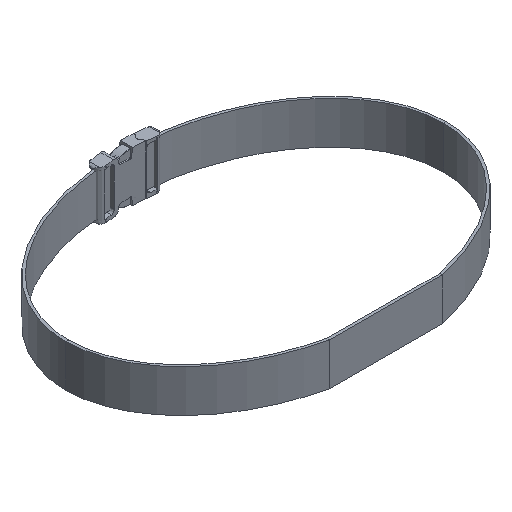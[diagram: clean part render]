
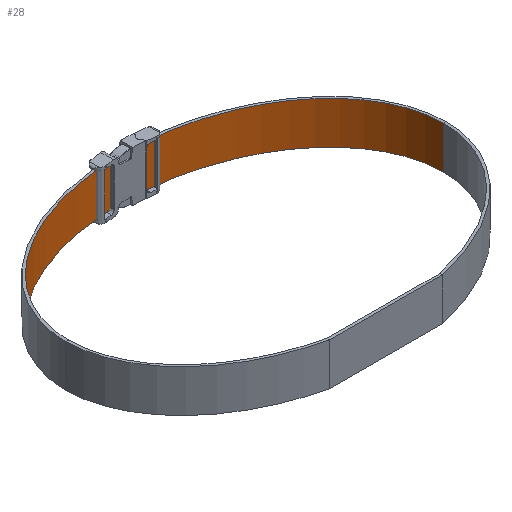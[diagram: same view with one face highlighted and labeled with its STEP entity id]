
A CAD part, isometric view. The second image highlights one B-rep face of the part: STEP entity #28.
In plain terms, the highlighted free-form (B-spline) face has degree [1, 3] with [2, 13] control points.
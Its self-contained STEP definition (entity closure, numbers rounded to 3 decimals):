
#28=ADVANCED_FACE('',(#352),#5551,.T.);
#352=FACE_OUTER_BOUND('',#676,.T.);
#676=EDGE_LOOP('',(#1024,#1025,#1026,#1027));
#1024=ORIENTED_EDGE('',*,*,#2894,.F.);
#1025=ORIENTED_EDGE('',*,*,#2895,.T.);
#1026=ORIENTED_EDGE('',*,*,#2896,.T.);
#1027=ORIENTED_EDGE('',*,*,#2897,.F.);
#2894=EDGE_CURVE('',#4766,#4768,#3825,.T.);
#2895=EDGE_CURVE('',#4766,#4767,#4059,.T.);
#2896=EDGE_CURVE('',#4767,#4769,#3826,.T.);
#2897=EDGE_CURVE('',#4768,#4769,#4060,.T.);
#3825=(
BOUNDED_CURVE()
B_SPLINE_CURVE(3,(#6547,#6548,#6549,#6550,#6551,#6552,#6553,#6554,#6555,
#6556,#6557,#6558,#6559,#6560,#6561,#6562,#6563,#6564,#6565,#6566,#6567,
#6568,#6569,#6570,#6571),.UNSPECIFIED.,.F.,.F.)
B_SPLINE_CURVE_WITH_KNOTS((4,3,3,3,3,3,3,3,4),(-6.283,-5.89,
-5.498,-5.105,-4.712,-4.32,
-3.927,-3.534,-3.142),.UNSPECIFIED.)
CURVE()
GEOMETRIC_REPRESENTATION_ITEM()
RATIONAL_B_SPLINE_CURVE((1.,0.951,0.915,0.89,
0.866,0.854,0.854,0.854,
0.866,0.89,0.915,0.951,
1.,0.951,0.915,0.89,0.866,
0.854,0.854,0.854,0.866,
0.89,0.915,0.951,1.))
REPRESENTATION_ITEM('')
);
#3826=(
BOUNDED_CURVE()
B_SPLINE_CURVE(3,(#6576,#6577,#6578,#6579,#6580,#6581,#6582,#6583,#6584,
#6585,#6586,#6587,#6588,#6589,#6590,#6591,#6592,#6593,#6594,#6595,#6596,
#6597,#6598,#6599,#6600),.UNSPECIFIED.,.F.,.F.)
B_SPLINE_CURVE_WITH_KNOTS((4,3,3,3,3,3,3,3,4),(-6.283,-5.89,
-5.498,-5.105,-4.712,-4.32,
-3.927,-3.534,-3.142),.UNSPECIFIED.)
CURVE()
GEOMETRIC_REPRESENTATION_ITEM()
RATIONAL_B_SPLINE_CURVE((1.,0.951,0.915,0.89,
0.866,0.854,0.854,0.854,
0.866,0.89,0.915,0.951,
1.,0.951,0.915,0.89,0.866,
0.854,0.854,0.854,0.866,
0.89,0.915,0.951,1.))
REPRESENTATION_ITEM('')
);
#4059=B_SPLINE_CURVE_WITH_KNOTS('',3,(#6572,#6573,#6574,#6575),
 .UNSPECIFIED.,.F.,.F.,(4,4),(0.,50.),.UNSPECIFIED.);
#4060=B_SPLINE_CURVE_WITH_KNOTS('',3,(#6601,#6602,#6603,#6604),
 .UNSPECIFIED.,.F.,.F.,(4,4),(0.,50.),.UNSPECIFIED.);
#4766=VERTEX_POINT('',#6473);
#4767=VERTEX_POINT('',#6474);
#4768=VERTEX_POINT('',#6475);
#4769=VERTEX_POINT('',#6476);
#5551=(
BOUNDED_SURFACE()
B_SPLINE_SURFACE(1,3,((#6250,#6251,#6252,#6253,#6254,#6255,#6256,#6257,
#6258,#6259,#6260,#6261,#6262),(#6263,#6264,#6265,#6266,#6267,#6268,#6269,
#6270,#6271,#6272,#6273,#6274,#6275)),.UNSPECIFIED.,.F.,.F.,.F.)
B_SPLINE_SURFACE_WITH_KNOTS((2,2),(4,1,1,1,3,1,1,1,4),(0.,50.),(0.,
96.546,193.092,289.639,386.185,482.731,
579.277,675.824,772.37),.UNSPECIFIED.)
GEOMETRIC_REPRESENTATION_ITEM()
RATIONAL_B_SPLINE_SURFACE(((1.,0.951,0.878,0.841,
0.878,0.951,1.,0.951,0.878,
0.841,0.878,0.951,1.),(1.,0.951,
0.878,0.841,0.878,0.951,
1.,0.951,0.878,0.841,0.878,
0.951,1.)))
REPRESENTATION_ITEM('')
SURFACE()
);
#6250=CARTESIAN_POINT('',(222.349,277.509,-16.055));
#6251=CARTESIAN_POINT('',(222.345,297.008,-16.055));
#6252=CARTESIAN_POINT('',(211.994,337.815,-16.055));
#6253=CARTESIAN_POINT('',(162.421,392.539,-16.055));
#6254=CARTESIAN_POINT('',(85.944,428.479,-16.055));
#6255=CARTESIAN_POINT('',(28.294,436.076,-16.055));
#6256=CARTESIAN_POINT('',(0.732,436.076,-16.055));
#6257=CARTESIAN_POINT('',(-26.831,436.076,-16.055));
#6258=CARTESIAN_POINT('',(-84.481,428.479,-16.055));
#6259=CARTESIAN_POINT('',(-160.957,392.539,-16.055));
#6260=CARTESIAN_POINT('',(-210.531,337.815,-16.055));
#6261=CARTESIAN_POINT('',(-220.882,297.008,-16.055));
#6262=CARTESIAN_POINT('',(-220.886,277.509,-16.055));
#6263=CARTESIAN_POINT('',(222.349,277.509,33.945));
#6264=CARTESIAN_POINT('',(222.345,297.008,33.945));
#6265=CARTESIAN_POINT('',(211.994,337.815,33.945));
#6266=CARTESIAN_POINT('',(162.421,392.539,33.945));
#6267=CARTESIAN_POINT('',(85.944,428.479,33.945));
#6268=CARTESIAN_POINT('',(28.294,436.076,33.945));
#6269=CARTESIAN_POINT('',(0.732,436.076,33.945));
#6270=CARTESIAN_POINT('',(-26.831,436.076,33.945));
#6271=CARTESIAN_POINT('',(-84.481,428.479,33.945));
#6272=CARTESIAN_POINT('',(-160.957,392.539,33.945));
#6273=CARTESIAN_POINT('',(-210.531,337.815,33.945));
#6274=CARTESIAN_POINT('',(-220.882,297.008,33.945));
#6275=CARTESIAN_POINT('',(-220.886,277.509,33.945));
#6473=CARTESIAN_POINT('',(222.349,277.509,-16.055));
#6474=CARTESIAN_POINT('',(222.349,277.509,33.945));
#6475=CARTESIAN_POINT('',(-220.886,277.509,-16.055));
#6476=CARTESIAN_POINT('',(-220.886,277.509,33.945));
#6547=CARTESIAN_POINT('',(222.349,277.509,-16.055));
#6548=CARTESIAN_POINT('',(222.345,297.008,-16.055));
#6549=CARTESIAN_POINT('',(217.377,316.595,-16.055));
#6550=CARTESIAN_POINT('',(206.95,335.534,-16.055));
#6551=CARTESIAN_POINT('',(195.936,355.542,-16.055));
#6552=CARTESIAN_POINT('',(179.418,373.776,-16.055));
#6553=CARTESIAN_POINT('',(157.808,389.319,-16.055));
#6554=CARTESIAN_POINT('',(136.199,404.861,-16.055));
#6555=CARTESIAN_POINT('',(110.717,416.837,-16.055));
#6556=CARTESIAN_POINT('',(82.591,424.847,-16.055));
#6557=CARTESIAN_POINT('',(55.965,432.43,-16.055));
#6558=CARTESIAN_POINT('',(28.294,436.076,-16.055));
#6559=CARTESIAN_POINT('',(0.732,436.076,-16.055));
#6560=CARTESIAN_POINT('',(-26.831,436.076,-16.055));
#6561=CARTESIAN_POINT('',(-54.502,432.43,-16.055));
#6562=CARTESIAN_POINT('',(-81.127,424.847,-16.055));
#6563=CARTESIAN_POINT('',(-109.254,416.837,-16.055));
#6564=CARTESIAN_POINT('',(-134.736,404.861,-16.055));
#6565=CARTESIAN_POINT('',(-156.345,389.319,-16.055));
#6566=CARTESIAN_POINT('',(-177.955,373.776,-16.055));
#6567=CARTESIAN_POINT('',(-194.473,355.542,-16.055));
#6568=CARTESIAN_POINT('',(-205.487,335.534,-16.055));
#6569=CARTESIAN_POINT('',(-215.914,316.595,-16.055));
#6570=CARTESIAN_POINT('',(-220.882,297.008,-16.055));
#6571=CARTESIAN_POINT('',(-220.886,277.509,-16.055));
#6572=CARTESIAN_POINT('',(222.349,277.509,-16.055));
#6573=CARTESIAN_POINT('',(222.349,277.509,0.612));
#6574=CARTESIAN_POINT('',(222.349,277.509,17.279));
#6575=CARTESIAN_POINT('',(222.349,277.509,33.945));
#6576=CARTESIAN_POINT('',(222.349,277.509,33.945));
#6577=CARTESIAN_POINT('',(222.345,297.008,33.945));
#6578=CARTESIAN_POINT('',(217.377,316.595,33.945));
#6579=CARTESIAN_POINT('',(206.95,335.534,33.945));
#6580=CARTESIAN_POINT('',(195.936,355.542,33.945));
#6581=CARTESIAN_POINT('',(179.418,373.776,33.945));
#6582=CARTESIAN_POINT('',(157.808,389.319,33.945));
#6583=CARTESIAN_POINT('',(136.199,404.861,33.945));
#6584=CARTESIAN_POINT('',(110.717,416.837,33.945));
#6585=CARTESIAN_POINT('',(82.591,424.847,33.945));
#6586=CARTESIAN_POINT('',(55.965,432.43,33.945));
#6587=CARTESIAN_POINT('',(28.294,436.076,33.945));
#6588=CARTESIAN_POINT('',(0.732,436.076,33.945));
#6589=CARTESIAN_POINT('',(-26.831,436.076,33.945));
#6590=CARTESIAN_POINT('',(-54.502,432.43,33.945));
#6591=CARTESIAN_POINT('',(-81.127,424.847,33.945));
#6592=CARTESIAN_POINT('',(-109.254,416.837,33.945));
#6593=CARTESIAN_POINT('',(-134.736,404.861,33.945));
#6594=CARTESIAN_POINT('',(-156.345,389.319,33.945));
#6595=CARTESIAN_POINT('',(-177.955,373.776,33.945));
#6596=CARTESIAN_POINT('',(-194.473,355.542,33.945));
#6597=CARTESIAN_POINT('',(-205.487,335.534,33.945));
#6598=CARTESIAN_POINT('',(-215.914,316.595,33.945));
#6599=CARTESIAN_POINT('',(-220.882,297.008,33.945));
#6600=CARTESIAN_POINT('',(-220.886,277.509,33.945));
#6601=CARTESIAN_POINT('',(-220.886,277.509,-16.055));
#6602=CARTESIAN_POINT('',(-220.886,277.509,0.612));
#6603=CARTESIAN_POINT('',(-220.886,277.509,17.279));
#6604=CARTESIAN_POINT('',(-220.886,277.509,33.945));
